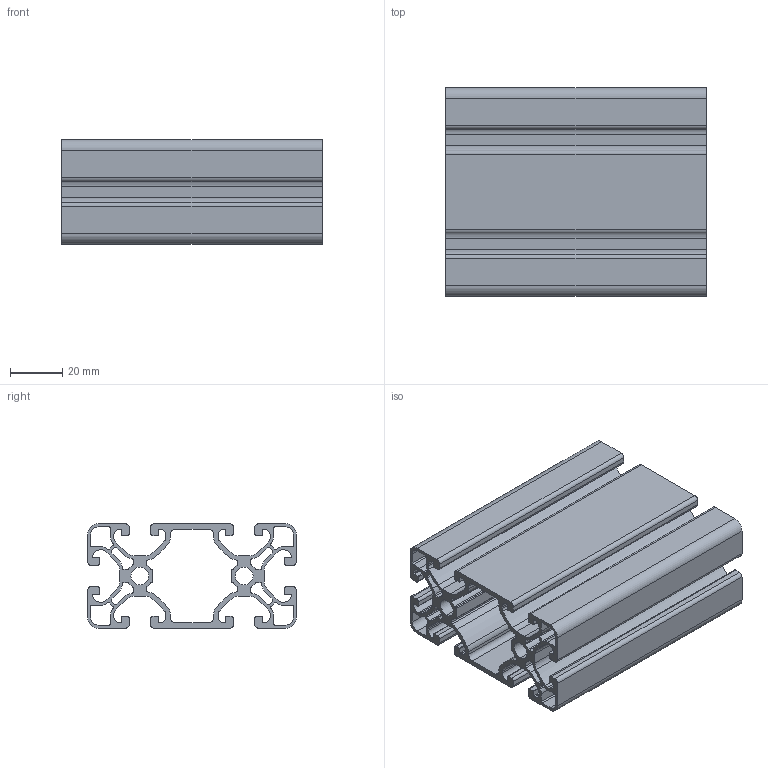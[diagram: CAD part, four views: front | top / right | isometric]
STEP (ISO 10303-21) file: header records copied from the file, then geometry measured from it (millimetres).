
FILE_DESCRIPTION (( 'STEP AP214' ), '1' );
FILE_NAME ('084.114.012.STEP', '2020-07-23T08:30:20', ( '' ), ( '' ), 'SwSTEP 2.0', 'SolidWorks 2018', '' );
FILE_SCHEMA (( 'AUTOMOTIVE_DESIGN' ));
Length unit declared in the file: millimetre
Products named in the file (1): 084.114.012
Bounding box: 100 x 80 x 40 mm (x, y, z)
Volume: 85941.3 mm3; surface area: 91745.3 mm2
Topology: 1 solids, 1 shells, 350 faces, 1044 edges, 696 vertices
Faces by surface type: cylinder 216, plane 134
Entity records: 12018 total; most frequent: DIRECTION 2178, CARTESIAN_POINT 2091, ORIENTED_EDGE 2088, EDGE_CURVE 1044, AXIS2_PLACEMENT_3D 783, VERTEX_POINT 696, LINE 612, VECTOR 612
